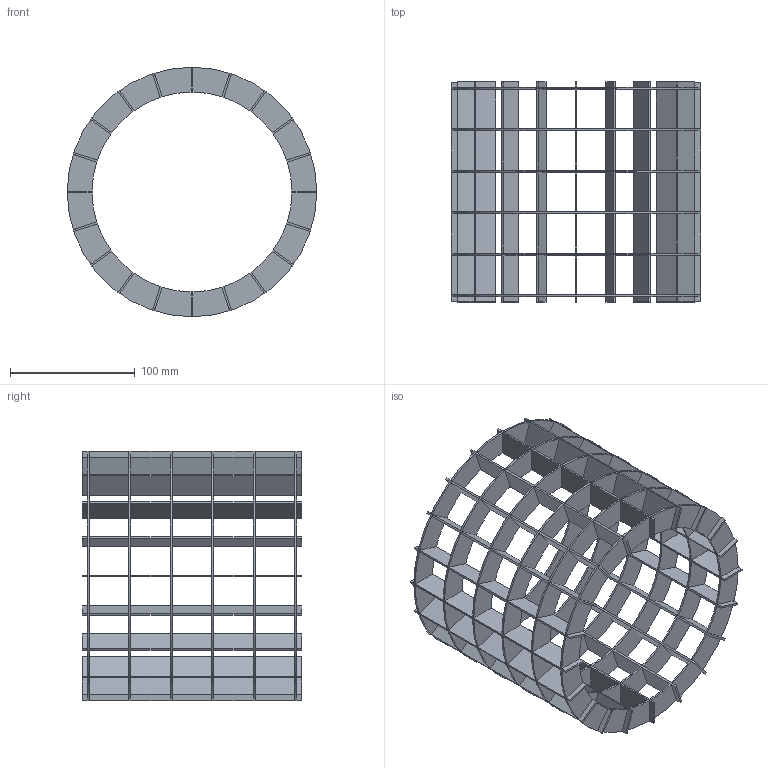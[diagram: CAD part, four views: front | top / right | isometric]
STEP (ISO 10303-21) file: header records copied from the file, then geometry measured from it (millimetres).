
FILE_DESCRIPTION(/* description */ (''),/* implementation_level */ '2;1');
FILE_NAME(/* name */ 'fd373d7c-d752-4105-a161-4d8db861bf96.stp',/* time_stamp */ '2019-03-31T14:05:51+00:00',/* author */ (''),/* organization */ (''),/* preprocessor_version */ 'ST-DEVELOPER v17.2',/* originating_system */ 'Autodesk Translation Framework v7.6.0.251',/* authorisation */ '');
FILE_SCHEMA (('AUTOMOTIVE_DESIGN { 1 0 10303 214 3 1 1 }'));
Length unit declared in the file: millimetre
Products named in the file (1): led_matrix_cylinder
Bounding box: 200 x 176.25 x 200 mm (x, y, z)
Volume: 202137.3 mm3; surface area: 298671.4 mm2
Topology: 26 solids, 26 shells, 1098 faces, 3138 edges, 2092 vertices
Faces by surface type: plane 972, cylinder 126
Full cylindrical faces by diameter (mm): 200 x6
Entity records: 35326 total; most frequent: CARTESIAN_POINT 6329, ORIENTED_EDGE 6276, DIRECTION 5588, EDGE_CURVE 3138, LINE 2886, VECTOR 2886, VERTEX_POINT 2092, AXIS2_PLACEMENT_3D 1351
